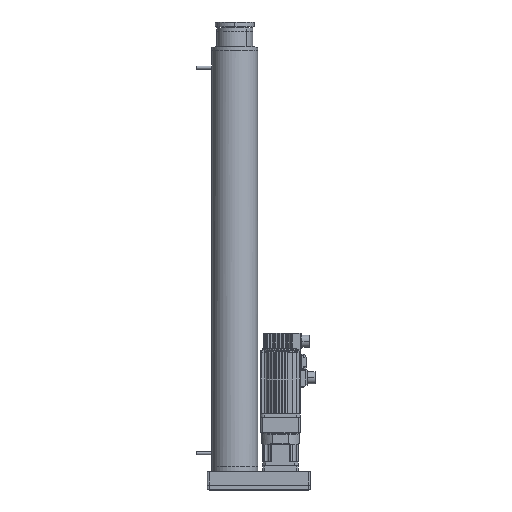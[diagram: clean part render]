
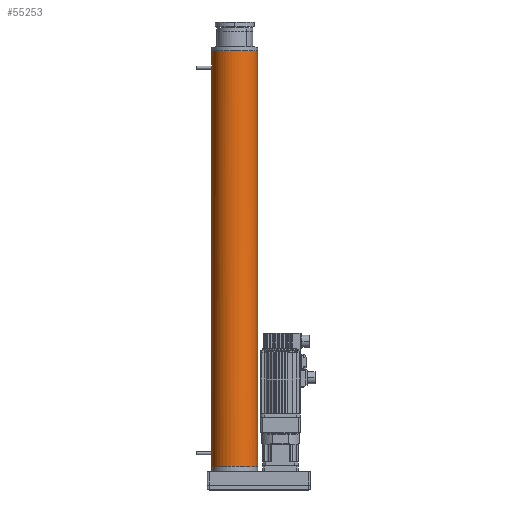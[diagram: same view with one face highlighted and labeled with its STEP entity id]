
A CAD part, top view. The second image highlights one B-rep face of the part: STEP entity #55253.
In plain terms, the highlighted cylindrical face has radius 57.5 mm (diameter 115 mm), a partial arc.
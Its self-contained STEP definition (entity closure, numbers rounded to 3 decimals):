
#1891 = DIRECTION ( 'NONE',  ( -1., 0., 0. ) ) ;
#2006 = CARTESIAN_POINT ( 'NONE',  ( -28.819, 49.905, 1048. ) ) ;
#2602 = FACE_OUTER_BOUND ( 'NONE', #62342, .T. ) ;
#3086 = CARTESIAN_POINT ( 'NONE',  ( -54.568, 18.529, 1048. ) ) ;
#7478 = CARTESIAN_POINT ( 'NONE',  ( 18.529, 54.568, 1048. ) ) ;
#8185 = CARTESIAN_POINT ( 'NONE',  ( -25.483, 51.687, 1048. ) ) ;
#8530 = CARTESIAN_POINT ( 'NONE',  ( 3.764, 57.505, 1048. ) ) ;
#8908 = CARTESIAN_POINT ( 'NONE',  ( -14.91, 55.666, 1048. ) ) ;
#9763 = ORIENTED_EDGE ( 'NONE', *, *, #18264, .T. ) ;
#13145 = VECTOR ( 'NONE', #15151, 1000. ) ;
#13314 = CARTESIAN_POINT ( 'NONE',  ( -55.666, 14.91, 1048. ) ) ;
#13679 = CARTESIAN_POINT ( 'NONE',  ( 25.483, 51.687, 1048. ) ) ;
#15151 = DIRECTION ( 'NONE',  ( 0., 0., -1. ) ) ;
#15815 = DIRECTION ( 'NONE',  ( 0., 0., 1. ) ) ;
#15860 = ORIENTED_EDGE ( 'NONE', *, *, #39589, .F. ) ;
#17484 = EDGE_CURVE ( 'NONE', #68800, #41674, #40102, .T. ) ;
#18264 = EDGE_CURVE ( 'NONE', #57512, #41674, #39270, .T. ) ;
#18344 = AXIS2_PLACEMENT_3D ( 'NONE', #21994, #15815, #37993 ) ;
#18420 = CARTESIAN_POINT ( 'NONE',  ( 57.502, 0., 1048. ) ) ;
#18666 = CARTESIAN_POINT ( 'NONE',  ( 0., 0., 1048. ) ) ;
#18770 = CARTESIAN_POINT ( 'NONE',  ( -45.723, 35.077, 1048. ) ) ;
#19492 = CARTESIAN_POINT ( 'NONE',  ( 45.723, 35.077, 1048. ) ) ;
#21994 = CARTESIAN_POINT ( 'NONE',  ( 0., 0., 0. ) ) ;
#23870 = CARTESIAN_POINT ( 'NONE',  ( -57.505, 3.764, 1048. ) ) ;
#24228 = CARTESIAN_POINT ( 'NONE',  ( -35.077, 45.723, 1048. ) ) ;
#24576 = CARTESIAN_POINT ( 'NONE',  ( -57.502, 0., 1048. ) ) ;
#24915 = CARTESIAN_POINT ( 'NONE',  ( 38.001, 43.324, 1048. ) ) ;
#26041 = LINE ( 'NONE', #48223, #13145 ) ;
#29192 = ORIENTED_EDGE ( 'NONE', *, *, #61668, .T. ) ;
#29549 = DIRECTION ( 'NONE',  ( 0., 0., -1. ) ) ;
#29667 = CARTESIAN_POINT ( 'NONE',  ( 7.527, 57.134, 1048. ) ) ;
#30630 = CYLINDRICAL_SURFACE ( 'NONE', #53014, 57.5 ) ;
#30744 = CARTESIAN_POINT ( 'NONE',  ( -3.764, 57.505, 1048. ) ) ;
#31128 = CARTESIAN_POINT ( 'NONE',  ( -18.529, 54.568, 1048. ) ) ;
#36191 = CARTESIAN_POINT ( 'NONE',  ( 28.819, 49.905, 1048. ) ) ;
#36548 = CARTESIAN_POINT ( 'NONE',  ( 51.687, 25.483, 1048. ) ) ;
#37114 = CARTESIAN_POINT ( 'NONE',  ( -57.502, 0., 1048. ) ) ;
#37993 = DIRECTION ( 'NONE',  ( 1., 0., 0. ) ) ;
#39270 = CIRCLE ( 'NONE', #18344, 57.5 ) ;
#39589 = EDGE_CURVE ( 'NONE', #66460, #68800, #63677, .T. ) ;
#40102 = LINE ( 'NONE', #40470, #55441 ) ;
#40470 = CARTESIAN_POINT ( 'NONE',  ( -57.5, 0., 1048. ) ) ;
#40604 = CARTESIAN_POINT ( 'NONE',  ( 49.905, 28.819, 1048. ) ) ;
#40949 = CARTESIAN_POINT ( 'NONE',  ( -49.905, 28.819, 1048. ) ) ;
#41674 = VERTEX_POINT ( 'NONE', #52154 ) ;
#41956 = CARTESIAN_POINT ( 'NONE',  ( 57.502, 0., 1048. ) ) ;
#46417 = CARTESIAN_POINT ( 'NONE',  ( 35.077, 45.723, 1048. ) ) ;
#47485 = CARTESIAN_POINT ( 'NONE',  ( -57.134, 7.527, 1048. ) ) ;
#48223 = CARTESIAN_POINT ( 'NONE',  ( 57.5, 0., 1048. ) ) ;
#51872 = CARTESIAN_POINT ( 'NONE',  ( 54.568, 18.529, 1048. ) ) ;
#52154 = CARTESIAN_POINT ( 'NONE',  ( -57.5, 0., 0. ) ) ;
#52931 = CARTESIAN_POINT ( 'NONE',  ( -7.527, 57.134, 1048. ) ) ;
#53014 = AXIS2_PLACEMENT_3D ( 'NONE', #18666, #29549, #1891 ) ;
#55253 = ADVANCED_FACE ( 'NONE', ( #2602 ), #30630, .T. ) ;
#55441 = VECTOR ( 'NONE', #63334, 1000. ) ;
#57318 = CARTESIAN_POINT ( 'NONE',  ( 55.666, 14.91, 1048. ) ) ;
#57512 = VERTEX_POINT ( 'NONE', #62607 ) ;
#58358 = CARTESIAN_POINT ( 'NONE',  ( -51.687, 25.483, 1048. ) ) ;
#58721 = CARTESIAN_POINT ( 'NONE',  ( -43.324, 38.001, 1048. ) ) ;
#61668 = EDGE_CURVE ( 'NONE', #66460, #57512, #26041, .T. ) ;
#62342 = EDGE_LOOP ( 'NONE', ( #15860, #29192, #9763, #67777 ) ) ;
#62607 = CARTESIAN_POINT ( 'NONE',  ( 57.5, 0., 0. ) ) ;
#62764 = CARTESIAN_POINT ( 'NONE',  ( -38.001, 43.324, 1048. ) ) ;
#63334 = DIRECTION ( 'NONE',  ( 0., 0., -1. ) ) ;
#63477 = CARTESIAN_POINT ( 'NONE',  ( 43.324, 38.001, 1048. ) ) ;
#63677 = B_SPLINE_CURVE_WITH_KNOTS ( 'NONE', 3,
 ( #18420, #68215, #69278, #57318, #51872, #36548, #40604, #19492, #63477, #24915, #46417, #36191, #13679, #7478, #68907, #29667, #8530, #30744, #52931, #8908, #31128, #8185, #2006, #24228, #62764, #58721, #18770, #40949, #58358, #3086, #13314, #47485, #23870, #24576 ),
 .UNSPECIFIED., .F., .F.,
 ( 4, 2, 2, 2, 2, 2, 2, 2, 2, 2, 2, 2, 2, 2, 2, 2, 4 ),
 ( 0., 0.031, 0.062, 0.094, 0.125, 0.156, 0.187, 0.219, 0.25, 0.281, 0.313, 0.344, 0.375, 0.406, 0.438, 0.469, 0.5 ),
 .UNSPECIFIED. ) ;
#66460 = VERTEX_POINT ( 'NONE', #41956 ) ;
#67777 = ORIENTED_EDGE ( 'NONE', *, *, #17484, .F. ) ;
#68215 = CARTESIAN_POINT ( 'NONE',  ( 57.505, 3.764, 1048. ) ) ;
#68800 = VERTEX_POINT ( 'NONE', #37114 ) ;
#68907 = CARTESIAN_POINT ( 'NONE',  ( 14.91, 55.666, 1048. ) ) ;
#69278 = CARTESIAN_POINT ( 'NONE',  ( 57.134, 7.527, 1048. ) ) ;
